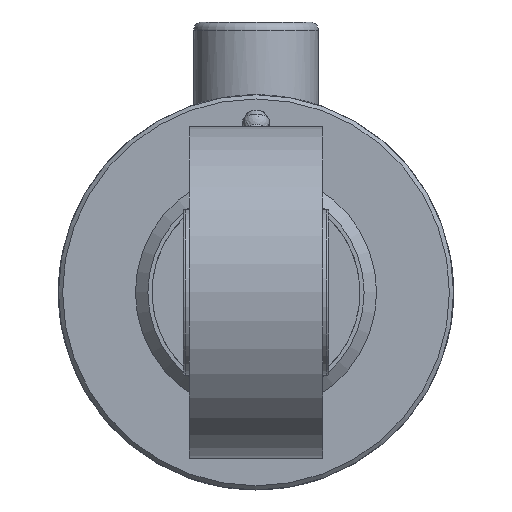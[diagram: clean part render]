
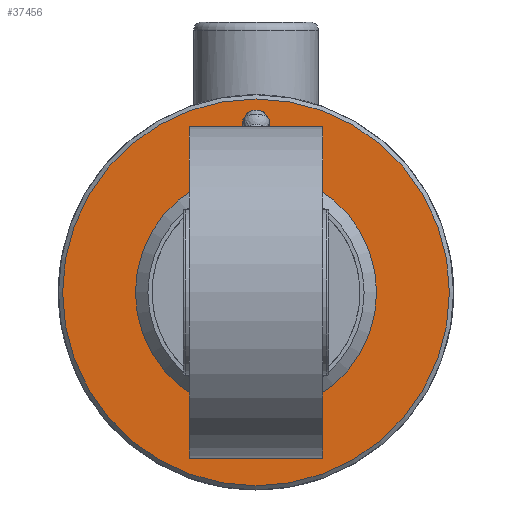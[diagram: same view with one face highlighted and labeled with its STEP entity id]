
A CAD part, front view. The second image highlights one B-rep face of the part: STEP entity #37456.
In plain terms, the highlighted planar face has unit normal (0, -1, 0).
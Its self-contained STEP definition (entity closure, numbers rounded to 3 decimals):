
#37422=CARTESIAN_POINT('',(0.,-250.0,46.5));
#37423=VERTEX_POINT('',#37422);
#37424=CARTESIAN_POINT('',(0.0,-250.0,0.));
#37425=DIRECTION('',(0.0,1.0,0.0));
#37426=DIRECTION('',(0.0,0.0,-1.0));
#37427=AXIS2_PLACEMENT_3D('',#37424,#37425,#37426);
#37428=CIRCLE('',#37427,46.5);
#37429=EDGE_CURVE('',#37423,#37423,#37428,.T.);
#37437=CARTESIAN_POINT('',(0.0,-250.0,38.25));
#37438=DIRECTION('',(0.0,-1.0,0.0));
#37439=DIRECTION('',(0.0,0.0,-1.0));
#37440=AXIS2_PLACEMENT_3D('',#37437,#37438,#37439);
#37441=PLANE('',#37440);
#37442=ORIENTED_EDGE('',*,*,#37429,.F.);
#37443=EDGE_LOOP('',(#37442));
#37444=FACE_OUTER_BOUND('',#37443,.T.);
#37445=CARTESIAN_POINT('',(0.0,-250.0,29.));
#37446=VERTEX_POINT('',#37445);
#37447=CARTESIAN_POINT('',(0.0,-250.0,0.));
#37448=DIRECTION('',(0.0,1.0,0.0));
#37449=DIRECTION('',(0.0,0.0,1.0));
#37450=AXIS2_PLACEMENT_3D('',#37447,#37448,#37449);
#37451=CIRCLE('',#37450,29.);
#37452=EDGE_CURVE('',#37446,#37446,#37451,.T.);
#37453=ORIENTED_EDGE('',*,*,#37452,.T.);
#37454=EDGE_LOOP('',(#37453));
#37455=FACE_BOUND('',#37454,.T.);
#37456=ADVANCED_FACE('',(#37444,#37455),#37441,.T.);
